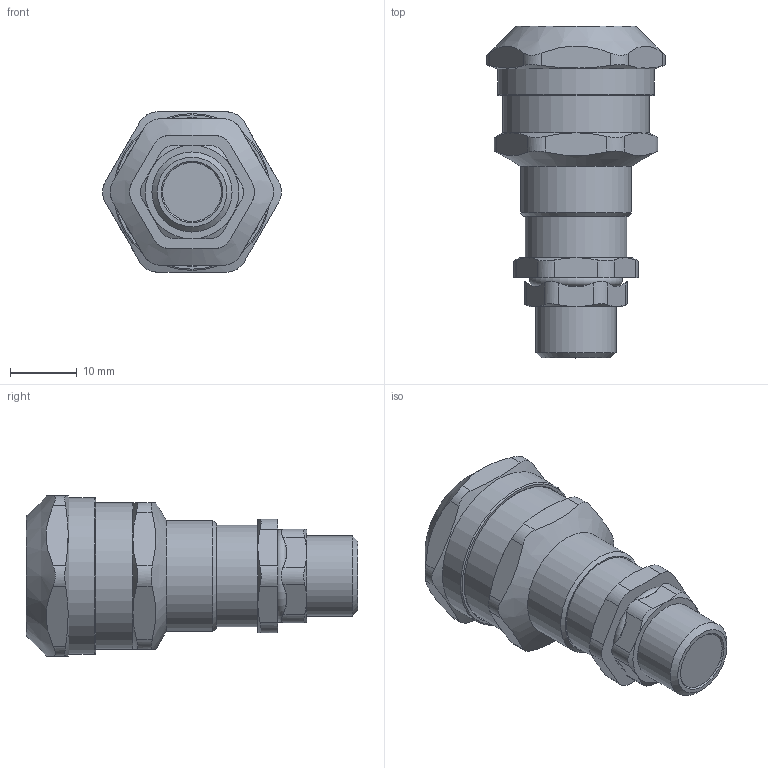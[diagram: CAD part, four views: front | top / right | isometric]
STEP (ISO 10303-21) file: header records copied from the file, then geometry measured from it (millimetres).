
FILE_DESCRIPTION(/* description */ (''),/* implementation_level */ '2;1');
FILE_NAME(/* name */ '',/* time_stamp */ '2024-03-12T08:04:36+07:00',/* author */ ('zeta-09'),/* organization */ (''),/* preprocessor_version */ 'ST-DEVELOPER v19.2',/* originating_system */ 'Autodesk Inventor 2024',/* authorisation */ '');
FILE_SCHEMA (('AUTOMOTIVE_DESIGN { 1 0 10303 214 3 1 1 }'));
Length unit declared in the file: millimetre
Products named in the file (1): Деталь1
Bounding box: 26.78 x 49.71 x 24 mm (x, y, z)
Volume: 13416.5 mm3; surface area: 3864.1 mm2
Topology: 1 solids, 1 shells, 97 faces, 240 edges, 153 vertices
Faces by surface type: plane 34, cone 31, cylinder 29, torus 3
Full cylindrical faces by diameter (mm): 12 x1, 15.2 x1, 16.6 x1, 22 x1, 23.5 x1
Entity records: 3314 total; most frequent: CARTESIAN_POINT 1107, ORIENTED_EDGE 480, DIRECTION 376, EDGE_CURVE 240, AXIS2_PLACEMENT_3D 155, VERTEX_POINT 153, EDGE_LOOP 105, FACE_OUTER_BOUND 97
